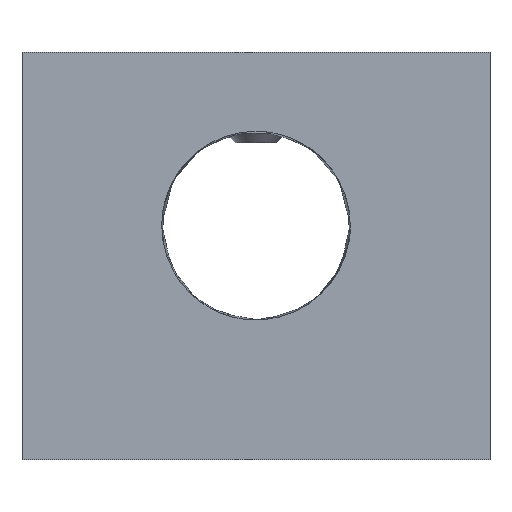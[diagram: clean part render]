
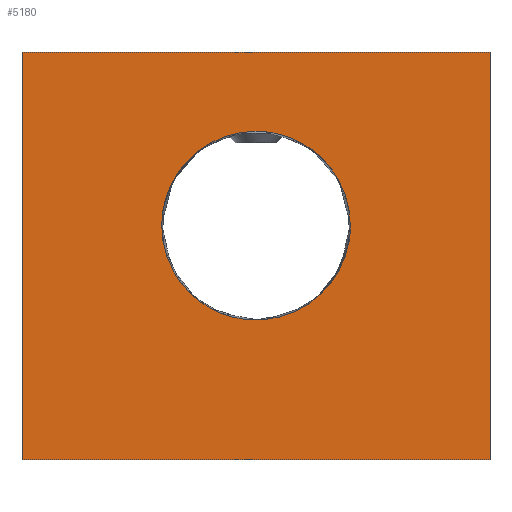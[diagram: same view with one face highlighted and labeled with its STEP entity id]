
A CAD part, top view. The second image highlights one B-rep face of the part: STEP entity #5180.
In plain terms, the highlighted free-form (B-spline) face has degree [1, 1] with [2, 2] control points.
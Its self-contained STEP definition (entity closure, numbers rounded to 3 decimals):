
#3580 = CARTESIAN_POINT ('', (0., 43.5, 28.));
#3590 = VERTEX_POINT ('', #3580);
#3650 = CARTESIAN_POINT ('', (-12.5, 31., 28.));
#3660 = VERTEX_POINT ('', #3650);
#3670 = CARTESIAN_POINT ('', (0., 43.5, 28.));
#3680 = CARTESIAN_POINT ('', (-6.25, 43.5, 28.));
#3690 = CARTESIAN_POINT ('', (-12.5, 39.333, 28.));
#3700 = CARTESIAN_POINT ('', (-12.5, 31., 28.));
#3710 = (
   BOUNDED_CURVE ()
   B_SPLINE_CURVE (3, (#3670, #3680, #3690, #3700), .UNSPECIFIED., .F., .U.)
   B_SPLINE_CURVE_WITH_KNOTS ((4, 4), (0., 1.), .UNSPECIFIED.)
   CURVE ()
   GEOMETRIC_REPRESENTATION_ITEM ()
   RATIONAL_B_SPLINE_CURVE ((1., 0.667, 0.5, 0.5))
   REPRESENTATION_ITEM ('')
);
#3720 = EDGE_CURVE ('', #3590, #3660, #3710, .T.);
#3740 = CARTESIAN_POINT ('', (12.5, 31., 28.));
#3750 = VERTEX_POINT ('', #3740);
#3760 = CARTESIAN_POINT ('', (-12.5, 31., 28.));
#3770 = CARTESIAN_POINT ('', (-12.5, 22.667, 28.));
#3780 = CARTESIAN_POINT ('', (-6.25, 18.5, 28.));
#3790 = CARTESIAN_POINT ('', (0., 18.5, 28.));
#3800 = CARTESIAN_POINT ('', (6.25, 18.5, 28.));
#3810 = CARTESIAN_POINT ('', (12.5, 22.667, 28.));
#3820 = CARTESIAN_POINT ('', (12.5, 31., 28.));
#3830 = (
   BOUNDED_CURVE ()
   B_SPLINE_CURVE (3, (#3760, #3770, #3780, #3790, #3800, #3810, #3820), .UNSPECIFIED., .F., .U.)
   B_SPLINE_CURVE_WITH_KNOTS ((4, 3, 4), (0., 0.5, 1.), .UNSPECIFIED.)
   CURVE ()
   GEOMETRIC_REPRESENTATION_ITEM ()
   RATIONAL_B_SPLINE_CURVE ((0.5, 0.5, 0.667, 1., 0.667, 0.5, 0.5))
   REPRESENTATION_ITEM ('')
);
#3840 = EDGE_CURVE ('', #3660, #3750, #3830, .T.);
#3860 = CARTESIAN_POINT ('', (12.5, 31., 28.));
#3870 = CARTESIAN_POINT ('', (12.5, 39.333, 28.));
#3880 = CARTESIAN_POINT ('', (6.25, 43.5, 28.));
#3890 = CARTESIAN_POINT ('', (0., 43.5, 28.));
#3900 = (
   BOUNDED_CURVE ()
   B_SPLINE_CURVE (3, (#3860, #3870, #3880, #3890), .UNSPECIFIED., .F., .U.)
   B_SPLINE_CURVE_WITH_KNOTS ((4, 4), (0., 1.), .UNSPECIFIED.)
   CURVE ()
   GEOMETRIC_REPRESENTATION_ITEM ()
   RATIONAL_B_SPLINE_CURVE ((0.5, 0.5, 0.667, 1.))
   REPRESENTATION_ITEM ('')
);
#3910 = EDGE_CURVE ('', #3750, #3590, #3900, .T.);
#4780 = CARTESIAN_POINT ('', (31., 0., 28.));
#4790 = VERTEX_POINT ('', #4780);
#4800 = CARTESIAN_POINT ('', (31., 54., 28.));
#4810 = VERTEX_POINT ('', #4800);
#4820 = CARTESIAN_POINT ('', (31., 0., 28.));
#4830 = CARTESIAN_POINT ('', (31., 54., 28.));
#4840 = B_SPLINE_CURVE_WITH_KNOTS ('', 1, (#4820, #4830), .UNSPECIFIED., .F., .U., (2, 2), (0., 1.), .UNSPECIFIED.);
#4850 = EDGE_CURVE ('', #4790, #4810, #4840, .T.);
#4860 = ORIENTED_EDGE ('', *, *, #4850, .T.);
#4870 = CARTESIAN_POINT ('', (-31., 54., 28.));
#4880 = VERTEX_POINT ('', #4870);
#4890 = CARTESIAN_POINT ('', (31., 54., 28.));
#4900 = CARTESIAN_POINT ('', (-31., 54., 28.));
#4910 = B_SPLINE_CURVE_WITH_KNOTS ('', 1, (#4890, #4900), .UNSPECIFIED., .F., .U., (2, 2), (0., 1.), .UNSPECIFIED.);
#4920 = EDGE_CURVE ('', #4810, #4880, #4910, .T.);
#4930 = ORIENTED_EDGE ('', *, *, #4920, .T.);
#4940 = CARTESIAN_POINT ('', (-31., 0., 28.));
#4950 = VERTEX_POINT ('', #4940);
#4960 = CARTESIAN_POINT ('', (-31., 54., 28.));
#4970 = CARTESIAN_POINT ('', (-31., 0., 28.));
#4980 = B_SPLINE_CURVE_WITH_KNOTS ('', 1, (#4960, #4970), .UNSPECIFIED., .F., .U., (2, 2), (0., 1.), .UNSPECIFIED.);
#4990 = EDGE_CURVE ('', #4880, #4950, #4980, .T.);
#5000 = ORIENTED_EDGE ('', *, *, #4990, .T.);
#5010 = CARTESIAN_POINT ('', (31., 0., 28.));
#5020 = CARTESIAN_POINT ('', (-31., 0., 28.));
#5030 = B_SPLINE_CURVE_WITH_KNOTS ('', 1, (#5010, #5020), .UNSPECIFIED., .F., .U., (2, 2), (0., 1.), .UNSPECIFIED.);
#5040 = EDGE_CURVE ('', #4790, #4950, #5030, .T.);
#5050 = ORIENTED_EDGE ('', *, *, #5040, .F.);
#5060 = EDGE_LOOP ('', (#4860, #4930, #5000, #5050));
#5070 = FACE_OUTER_BOUND ('', #5060, .T.);
#5080 = ORIENTED_EDGE ('', *, *, #3720, .F.);
#5090 = ORIENTED_EDGE ('', *, *, #3910, .F.);
#5100 = ORIENTED_EDGE ('', *, *, #3840, .F.);
#5110 = EDGE_LOOP ('', (#5080, #5090, #5100));
#5120 = FACE_BOUND ('', #5110, .T.);
#5130 = CARTESIAN_POINT ('', (-31., 0., 28.));
#5140 = CARTESIAN_POINT ('', (-31., 54., 28.));
#5150 = CARTESIAN_POINT ('', (31., 0., 28.));
#5160 = CARTESIAN_POINT ('', (31., 54., 28.));
#5170 = B_SPLINE_SURFACE_WITH_KNOTS ('', 1, 1, ((#5130, #5140), (#5150, #5160)), .UNSPECIFIED., .F., .F., .U., (2, 2), (2, 2), (0., 1.), (0., 1.), .UNSPECIFIED.);
#5180 = ADVANCED_FACE ('', (#5070, #5120), #5170, .T.);
